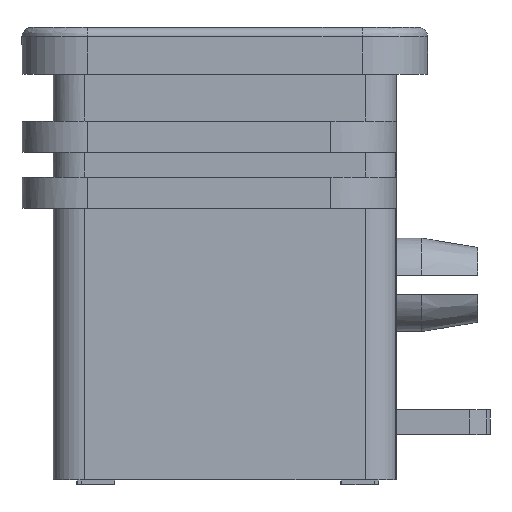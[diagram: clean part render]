
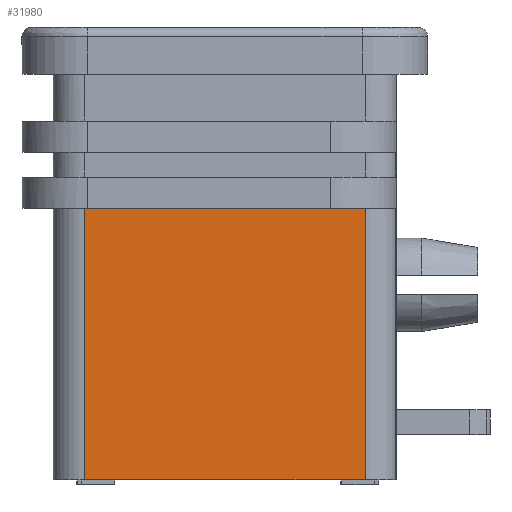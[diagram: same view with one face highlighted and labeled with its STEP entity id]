
A CAD part, left-side view. The second image highlights one B-rep face of the part: STEP entity #31980.
In plain terms, the highlighted planar face has unit normal (-1, 0, 0).
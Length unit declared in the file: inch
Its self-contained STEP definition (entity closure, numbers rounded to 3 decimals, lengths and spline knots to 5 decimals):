
#340 = VECTOR ( 'NONE', #33366, 39.37008 ) ;
#769 = ORIENTED_EDGE ( 'NONE', *, *, #11733, .T. ) ;
#1185 = VERTEX_POINT ( 'NONE', #18534 ) ;
#1571 = DIRECTION ( 'NONE',  ( -1., 0., 0. ) ) ;
#2279 = VECTOR ( 'NONE', #37356, 39.37008 ) ;
#3356 = CARTESIAN_POINT ( 'NONE',  ( -0.21904, 0.13117, -0.28543 ) ) ;
#4951 = CARTESIAN_POINT ( 'NONE',  ( -0.21904, -0.22316, -0.28543 ) ) ;
#5865 = EDGE_LOOP ( 'NONE', ( #769, #25114, #16761, #19085 ) ) ;
#6228 = FACE_OUTER_BOUND ( 'NONE', #5865, .T. ) ;
#8503 = EDGE_CURVE ( 'NONE', #35633, #1185, #25339, .T. ) ;
#11677 = CARTESIAN_POINT ( 'NONE',  ( -0.21904, 0.13117, 0.05709 ) ) ;
#11733 = EDGE_CURVE ( 'NONE', #1185, #13850, #38475, .T. ) ;
#13845 = CARTESIAN_POINT ( 'NONE',  ( -0.21904, -0.22316, 0.05709 ) ) ;
#13850 = VERTEX_POINT ( 'NONE', #31038 ) ;
#13899 = DIRECTION ( 'NONE',  ( 0., 0., 1. ) ) ;
#13979 = CARTESIAN_POINT ( 'NONE',  ( -0.21904, 0.13117, 0.05709 ) ) ;
#16288 = CARTESIAN_POINT ( 'NONE',  ( -0.21904, 0.13117, -0.28543 ) ) ;
#16761 = ORIENTED_EDGE ( 'NONE', *, *, #37479, .T. ) ;
#17864 = DIRECTION ( 'NONE',  ( 0., 1., 0. ) ) ;
#18534 = CARTESIAN_POINT ( 'NONE',  ( -0.21904, 0.13117, -0.28543 ) ) ;
#19085 = ORIENTED_EDGE ( 'NONE', *, *, #8503, .T. ) ;
#19584 = CARTESIAN_POINT ( 'NONE',  ( -0.21904, 0.13117, -0.28543 ) ) ;
#19942 = EDGE_CURVE ( 'NONE', #13850, #36317, #36801, .T. ) ;
#20556 = VECTOR ( 'NONE', #17864, 39.37008 ) ;
#20963 = AXIS2_PLACEMENT_3D ( 'NONE', #19584, #1571, #22574 ) ;
#22574 = DIRECTION ( 'NONE',  ( 0., -1., 0. ) ) ;
#25114 = ORIENTED_EDGE ( 'NONE', *, *, #19942, .T. ) ;
#25339 = LINE ( 'NONE', #16288, #2279 ) ;
#28603 = LINE ( 'NONE', #11677, #20556 ) ;
#31038 = CARTESIAN_POINT ( 'NONE',  ( -0.21904, -0.22316, -0.28543 ) ) ;
#31980 = ADVANCED_FACE ( 'NONE', ( #6228 ), #34604, .T. ) ;
#33366 = DIRECTION ( 'NONE',  ( 0., -1., 0. ) ) ;
#34604 = PLANE ( 'NONE',  #20963 ) ;
#35633 = VERTEX_POINT ( 'NONE', #13979 ) ;
#36317 = VERTEX_POINT ( 'NONE', #13845 ) ;
#36801 = LINE ( 'NONE', #4951, #37748 ) ;
#37356 = DIRECTION ( 'NONE',  ( 0., 0., -1. ) ) ;
#37479 = EDGE_CURVE ( 'NONE', #36317, #35633, #28603, .T. ) ;
#37748 = VECTOR ( 'NONE', #13899, 39.37008 ) ;
#38475 = LINE ( 'NONE', #3356, #340 ) ;
